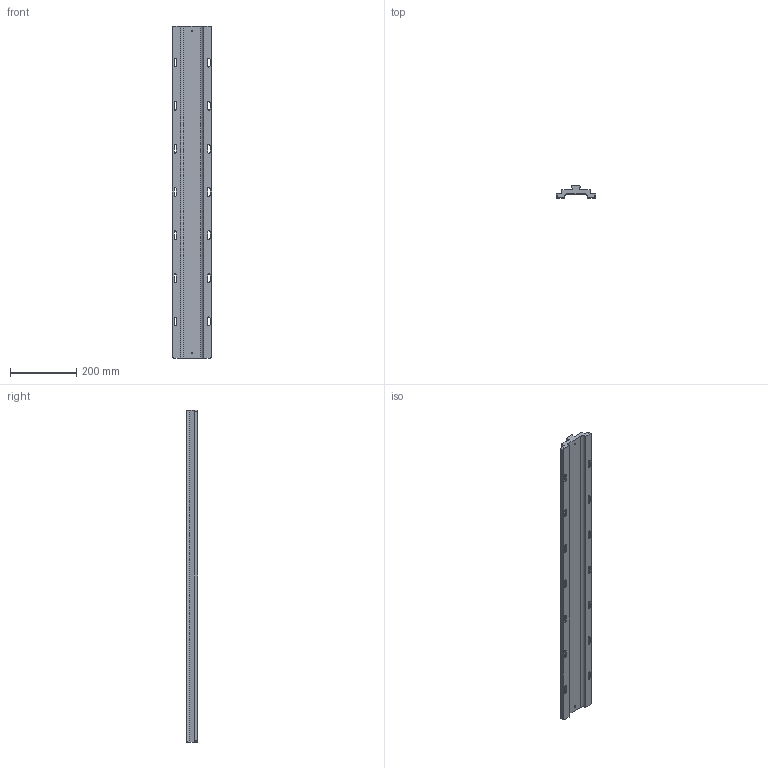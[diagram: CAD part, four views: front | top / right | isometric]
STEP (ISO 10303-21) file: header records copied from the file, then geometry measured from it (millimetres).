
FILE_DESCRIPTION (( 'STEP AP203' ), '1' );
FILE_NAME ('01OBH-4.STEP', '2016-02-25T09:24:21', ( '' ), ( '' ), 'SwSTEP 2.0', 'SolidWorks 2016', '' );
FILE_SCHEMA (( 'CONFIG_CONTROL_DESIGN' ));
Length unit declared in the file: millimetre
Products named in the file (1): 01OBH-4
Bounding box: 120 x 34.5 x 1000 mm (x, y, z)
Surface area: 333248.6 mm2 (no closed solid volume)
Topology: 0 solids, 1 shells, 189 faces, 540 edges, 360 vertices
Faces by surface type: cylinder 101, plane 88
Entity records: 6387 total; most frequent: CARTESIAN_POINT 1184, DIRECTION 1088, ORIENTED_EDGE 1076, EDGE_CURVE 540, AXIS2_PLACEMENT_3D 382, VERTEX_POINT 360, LINE 324, VECTOR 324
